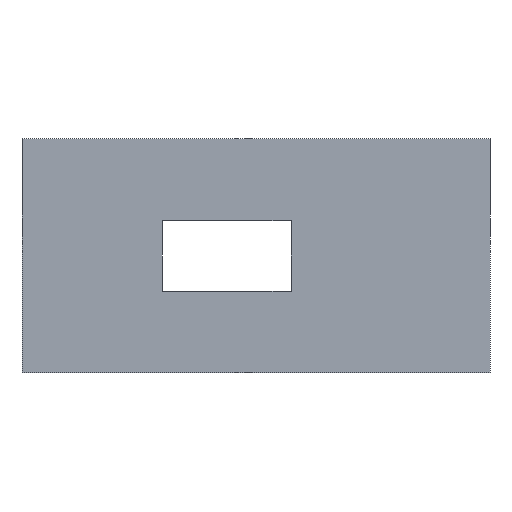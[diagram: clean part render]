
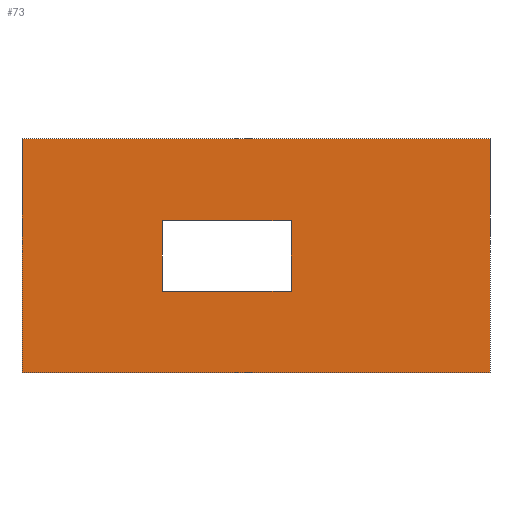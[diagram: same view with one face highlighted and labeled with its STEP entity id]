
A CAD part, front view. The second image highlights one B-rep face of the part: STEP entity #73.
In plain terms, the highlighted planar face has unit normal (0, -1, 0).
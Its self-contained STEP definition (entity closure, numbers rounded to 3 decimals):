
#1 = DIRECTION ( 'NONE',  ( 0., 0., 1. ) ) ;
#2 = EDGE_CURVE ( 'NONE', #327, #115, #244, .T. ) ;
#25 = CARTESIAN_POINT ( 'NONE',  ( 80., 0., -40. ) ) ;
#27 = EDGE_CURVE ( 'NONE', #115, #245, #160, .T. ) ;
#34 = VERTEX_POINT ( 'NONE', #280 ) ;
#38 = CARTESIAN_POINT ( 'NONE',  ( 0., 0., -40. ) ) ;
#41 = DIRECTION ( 'NONE',  ( 1., 0., 0. ) ) ;
#43 = LINE ( 'NONE', #108, #182 ) ;
#46 = CARTESIAN_POINT ( 'NONE',  ( 0., 0., 0. ) ) ;
#52 = CARTESIAN_POINT ( 'NONE',  ( 46., 0., -14. ) ) ;
#54 = ORIENTED_EDGE ( 'NONE', *, *, #372, .T. ) ;
#56 = VERTEX_POINT ( 'NONE', #250 ) ;
#67 = EDGE_LOOP ( 'NONE', ( #248, #365, #101, #311 ) ) ;
#72 = EDGE_CURVE ( 'NONE', #236, #327, #206, .T. ) ;
#73 = ADVANCED_FACE ( 'NONE', ( #164, #180 ), #80, .F. ) ;
#76 = CARTESIAN_POINT ( 'NONE',  ( 24., 0., -26. ) ) ;
#80 = PLANE ( 'NONE',  #243 ) ;
#85 = VECTOR ( 'NONE', #135, 1000. ) ;
#97 = EDGE_CURVE ( 'NONE', #157, #281, #261, .T. ) ;
#100 = VECTOR ( 'NONE', #106, 1000. ) ;
#101 = ORIENTED_EDGE ( 'NONE', *, *, #27, .F. ) ;
#102 = LINE ( 'NONE', #76, #227 ) ;
#103 = LINE ( 'NONE', #38, #274 ) ;
#106 = DIRECTION ( 'NONE',  ( 0., 0., -1. ) ) ;
#108 = CARTESIAN_POINT ( 'NONE',  ( 24., 0., -26. ) ) ;
#111 = CARTESIAN_POINT ( 'NONE',  ( 80., 0., -40. ) ) ;
#113 = EDGE_CURVE ( 'NONE', #34, #56, #102, .T. ) ;
#115 = VERTEX_POINT ( 'NONE', #186 ) ;
#121 = VECTOR ( 'NONE', #41, 1000. ) ;
#135 = DIRECTION ( 'NONE',  ( 0., 0., -1. ) ) ;
#156 = ORIENTED_EDGE ( 'NONE', *, *, #113, .T. ) ;
#157 = VERTEX_POINT ( 'NONE', #52 ) ;
#160 = LINE ( 'NONE', #25, #100 ) ;
#162 = DIRECTION ( 'NONE',  ( 0., 0., 1. ) ) ;
#164 = FACE_OUTER_BOUND ( 'NONE', #67, .T. ) ;
#173 = CARTESIAN_POINT ( 'NONE',  ( 46., 0., -26. ) ) ;
#180 = FACE_BOUND ( 'NONE', #340, .T. ) ;
#182 = VECTOR ( 'NONE', #196, 1000. ) ;
#186 = CARTESIAN_POINT ( 'NONE',  ( 80., 0., 0. ) ) ;
#187 = ORIENTED_EDGE ( 'NONE', *, *, #219, .T. ) ;
#192 = ORIENTED_EDGE ( 'NONE', *, *, #97, .T. ) ;
#193 = CARTESIAN_POINT ( 'NONE',  ( 0., 0., -40. ) ) ;
#195 = LINE ( 'NONE', #237, #121 ) ;
#196 = DIRECTION ( 'NONE',  ( -1., 0., 0. ) ) ;
#206 = LINE ( 'NONE', #307, #369 ) ;
#214 = CARTESIAN_POINT ( 'NONE',  ( 0., 0., 0. ) ) ;
#219 = EDGE_CURVE ( 'NONE', #281, #34, #43, .T. ) ;
#227 = VECTOR ( 'NONE', #1, 1000. ) ;
#236 = VERTEX_POINT ( 'NONE', #193 ) ;
#237 = CARTESIAN_POINT ( 'NONE',  ( 24., 0., -14. ) ) ;
#243 = AXIS2_PLACEMENT_3D ( 'NONE', #46, #251, #162 ) ;
#244 = LINE ( 'NONE', #214, #285 ) ;
#245 = VERTEX_POINT ( 'NONE', #111 ) ;
#248 = ORIENTED_EDGE ( 'NONE', *, *, #72, .F. ) ;
#250 = CARTESIAN_POINT ( 'NONE',  ( 24., 0., -14. ) ) ;
#251 = DIRECTION ( 'NONE',  ( 0., 1., 0. ) ) ;
#261 = LINE ( 'NONE', #367, #85 ) ;
#267 = DIRECTION ( 'NONE',  ( -1., 0., 0. ) ) ;
#274 = VECTOR ( 'NONE', #267, 1000. ) ;
#280 = CARTESIAN_POINT ( 'NONE',  ( 24., 0., -26. ) ) ;
#281 = VERTEX_POINT ( 'NONE', #173 ) ;
#285 = VECTOR ( 'NONE', #304, 1000. ) ;
#304 = DIRECTION ( 'NONE',  ( 1., 0., 0. ) ) ;
#307 = CARTESIAN_POINT ( 'NONE',  ( 0., 0., -40. ) ) ;
#310 = DIRECTION ( 'NONE',  ( 0., 0., 1. ) ) ;
#311 = ORIENTED_EDGE ( 'NONE', *, *, #2, .F. ) ;
#327 = VERTEX_POINT ( 'NONE', #352 ) ;
#335 = EDGE_CURVE ( 'NONE', #245, #236, #103, .T. ) ;
#340 = EDGE_LOOP ( 'NONE', ( #156, #54, #192, #187 ) ) ;
#352 = CARTESIAN_POINT ( 'NONE',  ( 0., 0., 0. ) ) ;
#365 = ORIENTED_EDGE ( 'NONE', *, *, #335, .F. ) ;
#367 = CARTESIAN_POINT ( 'NONE',  ( 46., 0., -26. ) ) ;
#369 = VECTOR ( 'NONE', #310, 1000. ) ;
#372 = EDGE_CURVE ( 'NONE', #56, #157, #195, .T. ) ;
